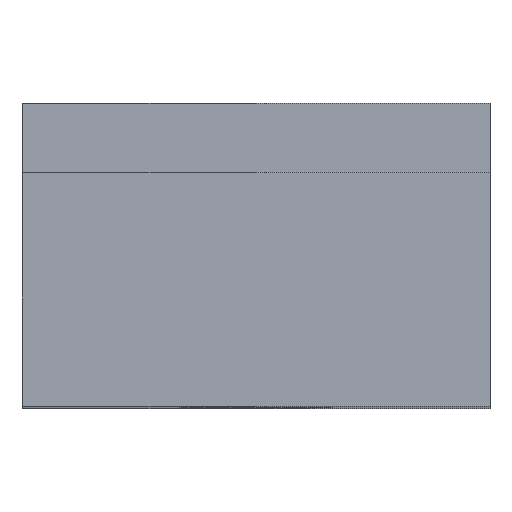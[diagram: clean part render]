
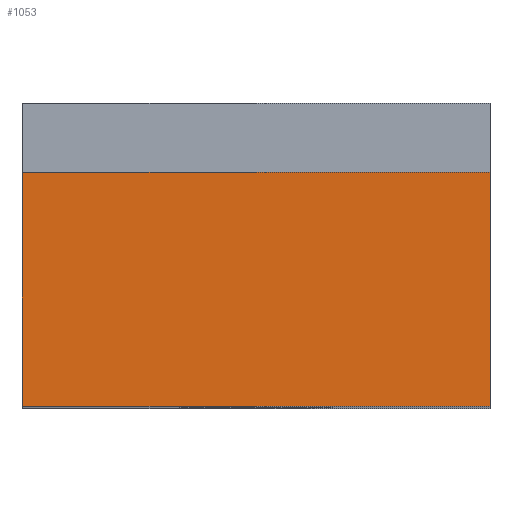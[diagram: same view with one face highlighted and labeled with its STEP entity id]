
A CAD part, top view. The second image highlights one B-rep face of the part: STEP entity #1053.
In plain terms, the highlighted planar face has unit normal (0, 0, 1).
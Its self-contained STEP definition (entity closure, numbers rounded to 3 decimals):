
#1 = VERTEX_POINT ( 'NONE', #141 ) ;
#60 = LINE ( 'NONE', #1297, #651 ) ;
#74 = CARTESIAN_POINT ( 'NONE',  ( 10., 0., 0. ) ) ;
#85 = VERTEX_POINT ( 'NONE', #74 ) ;
#115 = FACE_OUTER_BOUND ( 'NONE', #1241, .T. ) ;
#141 = CARTESIAN_POINT ( 'NONE',  ( 10., 10., 0. ) ) ;
#165 = EDGE_CURVE ( 'NONE', #721, #212, #826, .T. ) ;
#204 = LINE ( 'NONE', #1258, #377 ) ;
#212 = VERTEX_POINT ( 'NONE', #855 ) ;
#252 = EDGE_CURVE ( 'NONE', #1, #721, #354, .T. ) ;
#304 = DIRECTION ( 'NONE',  ( -1., 0., 0. ) ) ;
#354 = LINE ( 'NONE', #548, #1351 ) ;
#377 = VECTOR ( 'NONE', #304, 1000. ) ;
#426 = DIRECTION ( 'NONE',  ( 0., -1., 0. ) ) ;
#475 = AXIS2_PLACEMENT_3D ( 'NONE', #559, #966, #864 ) ;
#495 = VECTOR ( 'NONE', #426, 1000. ) ;
#510 = CARTESIAN_POINT ( 'NONE',  ( -10., 0., 0. ) ) ;
#548 = CARTESIAN_POINT ( 'NONE',  ( 10., 10., 0. ) ) ;
#559 = CARTESIAN_POINT ( 'NONE',  ( 10., 0., 0. ) ) ;
#617 = EDGE_CURVE ( 'NONE', #85, #212, #204, .T. ) ;
#651 = VECTOR ( 'NONE', #1207, 1000. ) ;
#691 = ORIENTED_EDGE ( 'NONE', *, *, #1191, .F. ) ;
#721 = VERTEX_POINT ( 'NONE', #1060 ) ;
#826 = LINE ( 'NONE', #510, #495 ) ;
#855 = CARTESIAN_POINT ( 'NONE',  ( -10., 0., 0. ) ) ;
#864 = DIRECTION ( 'NONE',  ( -1., 0., 0. ) ) ;
#877 = ORIENTED_EDGE ( 'NONE', *, *, #617, .F. ) ;
#966 = DIRECTION ( 'NONE',  ( 0., 0., -1. ) ) ;
#1053 = ADVANCED_FACE ( 'NONE', ( #115 ), #1271, .F. ) ;
#1060 = CARTESIAN_POINT ( 'NONE',  ( -10., 10., 0. ) ) ;
#1101 = ORIENTED_EDGE ( 'NONE', *, *, #165, .T. ) ;
#1124 = ORIENTED_EDGE ( 'NONE', *, *, #252, .T. ) ;
#1191 = EDGE_CURVE ( 'NONE', #1, #85, #60, .T. ) ;
#1207 = DIRECTION ( 'NONE',  ( 0., -1., 0. ) ) ;
#1241 = EDGE_LOOP ( 'NONE', ( #1101, #877, #691, #1124 ) ) ;
#1258 = CARTESIAN_POINT ( 'NONE',  ( 10., 0., 0. ) ) ;
#1271 = PLANE ( 'NONE',  #475 ) ;
#1295 = DIRECTION ( 'NONE',  ( -1., 0., 0. ) ) ;
#1297 = CARTESIAN_POINT ( 'NONE',  ( 10., 0., 0. ) ) ;
#1351 = VECTOR ( 'NONE', #1295, 1000. ) ;
